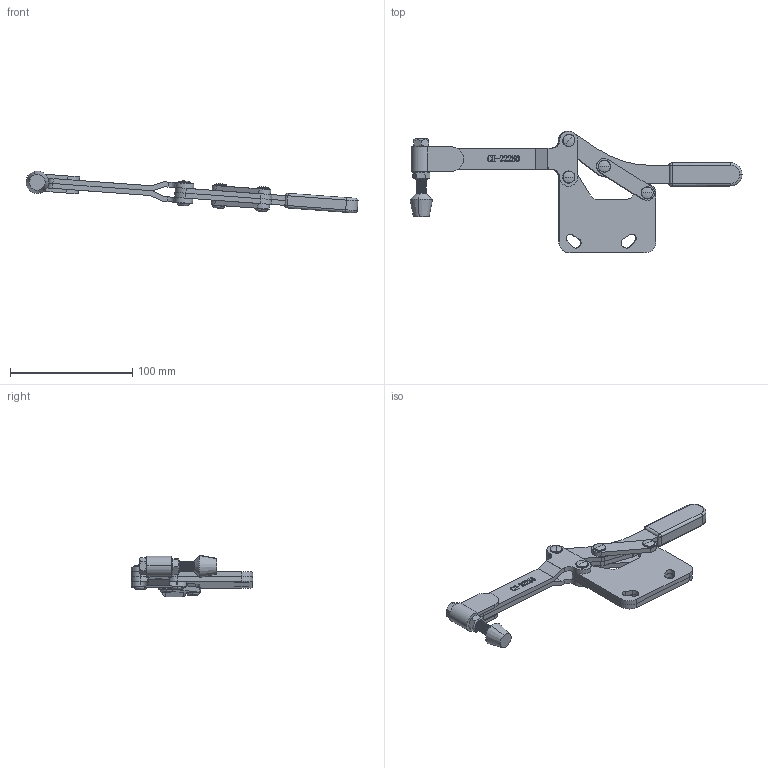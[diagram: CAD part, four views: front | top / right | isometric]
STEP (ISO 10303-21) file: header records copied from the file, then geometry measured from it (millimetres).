
FILE_DESCRIPTION (( 'STEP AP203' ), '1' );
FILE_NAME ('CH-22250.STEP', '2017-11-20T06:45:23', ( 'Windows' ), ( 'Microsoft' ), 'SwSTEP 2.0', 'SolidWorks 2015', '' );
FILE_SCHEMA (( 'CONFIG_CONTROL_DESIGN' ));
Length unit declared in the file: millimetre
Products named in the file (10): 蹟邡殤BR; 2250妗陑揤參; 眻菁釱; 22235-03; CH-22250; 22235-04; 22235-06; CH-FC-56212-01; CH-FC-56212; 22235-05
Assembly tree (15 placements, depth 2):
  CH-22250
    22235-03
    22235-04  x2
    22235-06  x4
    CH-FC-56212-01  x2
    CH-FC-56212
    22235-05
    蹟邡殤BR
    2250妗陑揤參
    眻菁釱  x2
Bounding box: 271.98 x 99.5 x 34.31 mm (x, y, z)
Volume: 93625.8 mm3; surface area: 61505.4 mm2
Topology: 16 solids, 16 shells, 820 faces, 2169 edges, 1405 vertices
Faces by surface type: plane 311, cylinder 237, bspline 165, cone 59, torus 36, sphere 12
Entity records: 33085 total; most frequent: CARTESIAN_POINT 16260, ORIENTED_EDGE 3644, DIRECTION 2629, EDGE_CURVE 1822, VERTEX_POINT 1195, LINE 1049, VECTOR 1049, AXIS2_PLACEMENT_3D 790
